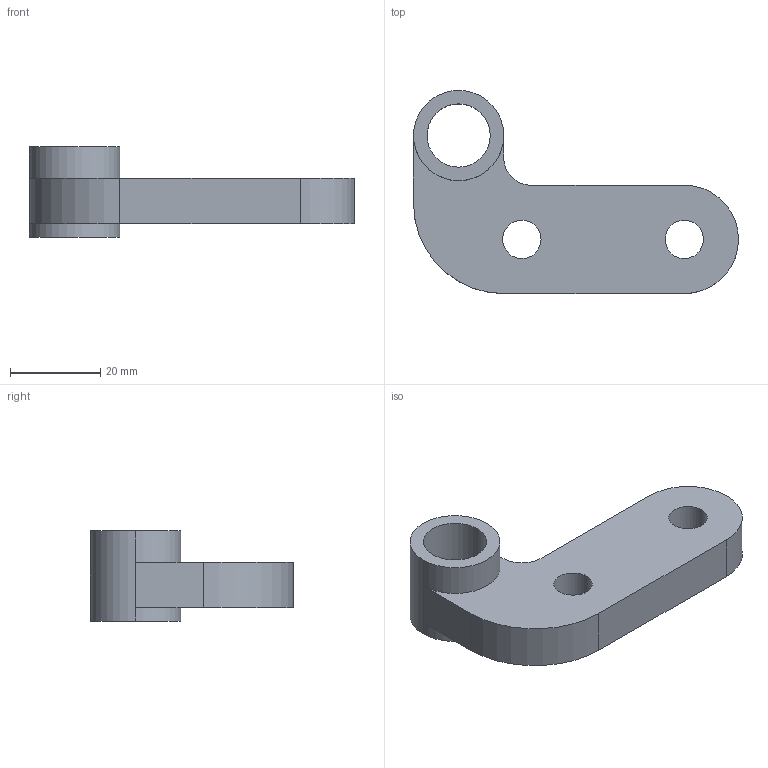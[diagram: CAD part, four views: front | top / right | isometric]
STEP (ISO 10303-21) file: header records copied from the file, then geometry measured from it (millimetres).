
FILE_DESCRIPTION (( 'STEP AP214' ), '1' );
FILE_NAME ('2023-003.STEP', '2023-04-20T18:14:11', ( '' ), ( '' ), 'SwSTEP 2.0', 'SolidWorks 2019', '' );
FILE_SCHEMA (( 'AUTOMOTIVE_DESIGN' ));
Length unit declared in the file: millimetre
Products named in the file (1): 2023-003
Bounding box: 72 x 45 x 20 mm (x, y, z)
Volume: 18579.5 mm3; surface area: 7477.1 mm2
Topology: 1 solids, 1 shells, 20 faces, 50 edges, 32 vertices
Faces by surface type: cylinder 12, plane 8
Entity records: 652 total; most frequent: DIRECTION 116, CARTESIAN_POINT 103, ORIENTED_EDGE 100, EDGE_CURVE 50, AXIS2_PLACEMENT_3D 45, VERTEX_POINT 32, VECTOR 26, LINE 26
